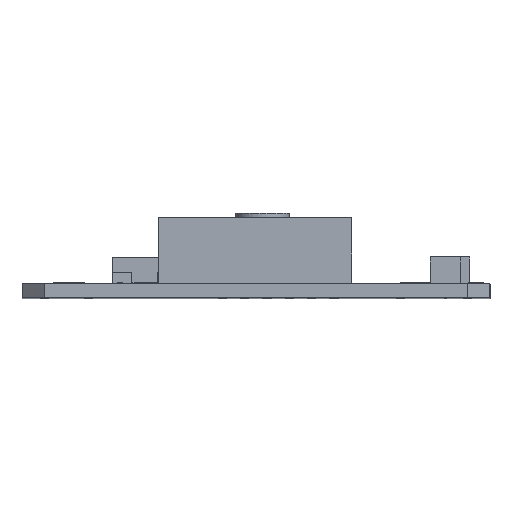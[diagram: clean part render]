
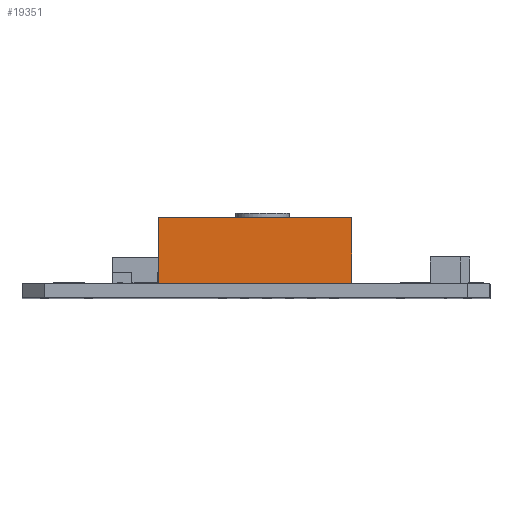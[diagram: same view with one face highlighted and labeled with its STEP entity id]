
A CAD part, top view. The second image highlights one B-rep face of the part: STEP entity #19351.
In plain terms, the highlighted planar face has unit normal (0, 0, 1).
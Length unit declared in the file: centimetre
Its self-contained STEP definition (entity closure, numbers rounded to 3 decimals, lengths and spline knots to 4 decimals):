
#5384=VERTEX_POINT('',#32338);
#5385=VERTEX_POINT('',#32340);
#5386=VERTEX_POINT('',#32344);
#5387=VERTEX_POINT('',#32346);
#5388=VERTEX_POINT('',#32348);
#5389=VERTEX_POINT('',#32350);
#7459=EDGE_CURVE('',#5385,#5384,#23082,.T.);
#7460=EDGE_CURVE('',#5386,#5384,#23083,.T.);
#7461=EDGE_CURVE('',#5387,#5385,#23084,.T.);
#7462=EDGE_CURVE('',#5387,#5388,#23085,.T.);
#7463=EDGE_CURVE('',#5388,#5389,#23086,.T.);
#7464=EDGE_CURVE('',#5386,#5389,#23087,.T.);
#10492=ORIENTED_EDGE('',*,*,#7460,.T.);
#10493=ORIENTED_EDGE('',*,*,#7459,.F.);
#10494=ORIENTED_EDGE('',*,*,#7461,.F.);
#10495=ORIENTED_EDGE('',*,*,#7462,.T.);
#10496=ORIENTED_EDGE('',*,*,#7463,.T.);
#10497=ORIENTED_EDGE('',*,*,#7464,.F.);
#16491=EDGE_LOOP('',(#10492,#10493,#10494,#10495,#10496,#10497));
#17921=FACE_BOUND('',#16491,.T.);
#19351=ADVANCED_FACE('',(#17921),#28995,.T.);
#23082=LINE('',#32341,#27153);
#23083=LINE('',#32343,#27154);
#23084=LINE('',#32345,#27155);
#23085=LINE('',#32347,#27156);
#23086=LINE('',#32349,#27157);
#23087=LINE('',#32351,#27158);
#25817=AXIS2_PLACEMENT_3D('',#32342,#43746,$);
#27153=VECTOR('',#43745,1.);
#27154=VECTOR('',#43747,1.);
#27155=VECTOR('',#43748,1.);
#27156=VECTOR('',#43749,1.);
#27157=VECTOR('',#43750,1.);
#27158=VECTOR('',#43751,1.);
#28995=PLANE('',#25817);
#32338=CARTESIAN_POINT('',(-1.0543,0.168,1.6475));
#32340=CARTESIAN_POINT('',(-1.0543,0.167,1.6475));
#32341=CARTESIAN_POINT('',(-1.0543,0.167,1.6475));
#32342=CARTESIAN_POINT('',(0.0512,0.167,1.6475));
#32343=CARTESIAN_POINT('',(-1.0543,0.168,1.6475));
#32344=CARTESIAN_POINT('',(-1.0433,0.168,1.6475));
#32345=CARTESIAN_POINT('',(0.0658,0.167,1.6475));
#32346=CARTESIAN_POINT('',(1.1567,0.167,1.6475));
#32347=CARTESIAN_POINT('',(1.1567,0.167,1.6475));
#32348=CARTESIAN_POINT('',(1.1567,0.918,1.6475));
#32349=CARTESIAN_POINT('',(-1.0433,0.918,1.6475));
#32350=CARTESIAN_POINT('',(-1.0433,0.918,1.6475));
#32351=CARTESIAN_POINT('',(-1.0433,0.168,1.6475));
#43745=DIRECTION('',(0.,1.,0.));
#43746=DIRECTION('',(0.,0.,1.));
#43747=DIRECTION('',(-1.,0.,0.));
#43748=DIRECTION('',(-1.,0.,0.));
#43749=DIRECTION('',(0.,1.,0.));
#43750=DIRECTION('',(-1.,0.,0.));
#43751=DIRECTION('',(0.,1.,0.));
